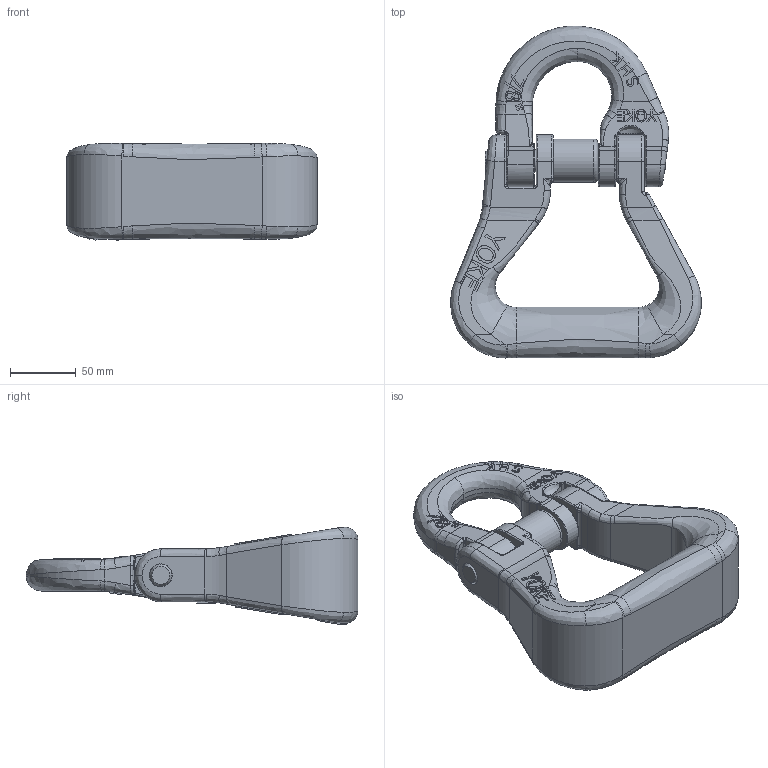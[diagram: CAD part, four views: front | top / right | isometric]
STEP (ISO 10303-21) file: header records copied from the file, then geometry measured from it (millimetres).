
FILE_DESCRIPTION(/* description */ (''),/* implementation_level */ '2;1');
FILE_NAME(/* name */ '8-016-22.stp',/* time_stamp */ '2019-03-19T01:05:46+08:00',/* author */ ('Tony'),/* organization */ (''),/* preprocessor_version */ 'ST-DEVELOPER v16.1',/* originating_system */ 'Autodesk Inventor 2016',/* authorisation */ '');
FILE_SCHEMA (('AUTOMOTIVE_DESIGN { 1 0 10303 214 3 1 1 }'));
Length unit declared in the file: millimetre
Products named in the file (1): 8-016-22
Bounding box: 190.7 x 252.5 x 73.95 mm (x, y, z)
Volume: 1007559.9 mm3; surface area: 126503.7 mm2
Topology: 4 solids, 4 shells, 830 faces, 2201 edges, 1382 vertices
Faces by surface type: bspline 369, plane 288, cylinder 125, torus 38, sphere 6, cone 4
Full cylindrical faces by diameter (mm): 17 x1, 17.5 x7, 33 x1
Entity records: 36355 total; most frequent: CARTESIAN_POINT 18872, ORIENTED_EDGE 4356, DIRECTION 2361, EDGE_CURVE 2178, VERTEX_POINT 1380, B_SPLINE_CURVE_WITH_KNOTS 1041, EDGE_LOOP 868, LINE 837
